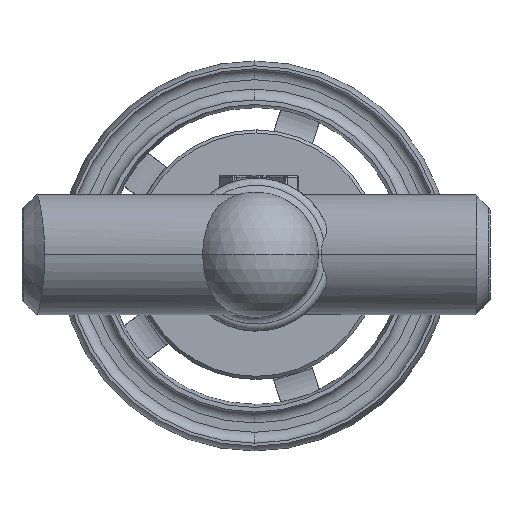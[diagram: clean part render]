
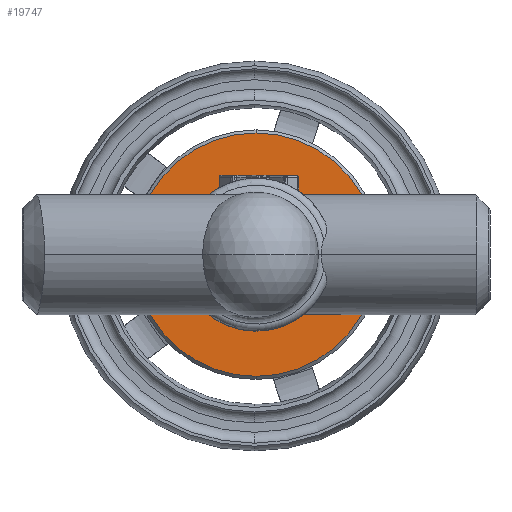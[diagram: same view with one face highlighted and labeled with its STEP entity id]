
A CAD part, front view. The second image highlights one B-rep face of the part: STEP entity #19747.
In plain terms, the highlighted planar face has unit normal (0, -1, 0).
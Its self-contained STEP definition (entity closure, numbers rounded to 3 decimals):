
#1398 = CARTESIAN_POINT ( 'NONE',  ( 0., 71.752, 0. ) ) ;
#2510 = AXIS2_PLACEMENT_3D ( 'NONE', #5209, #21026, #7510 ) ;
#3141 = ORIENTED_EDGE ( 'NONE', *, *, #17519, .T. ) ;
#3225 = DIRECTION ( 'NONE',  ( 0., 0., -1. ) ) ;
#3292 = DIRECTION ( 'NONE',  ( 0., -1., 0. ) ) ;
#3330 = CARTESIAN_POINT ( 'NONE',  ( 0., 71.752, 0. ) ) ;
#3815 = EDGE_CURVE ( 'NONE', #6166, #5194, #18661, .T. ) ;
#4624 = CARTESIAN_POINT ( 'NONE',  ( 0., 71.752, -78. ) ) ;
#4733 = FACE_OUTER_BOUND ( 'NONE', #22354, .T. ) ;
#5194 = VERTEX_POINT ( 'NONE', #6116 ) ;
#5209 = CARTESIAN_POINT ( 'NONE',  ( 0., 71.752, 0. ) ) ;
#5610 = CIRCLE ( 'NONE', #8626, 78. ) ;
#6116 = CARTESIAN_POINT ( 'NONE',  ( -48.577, 71.752, 0. ) ) ;
#6166 = VERTEX_POINT ( 'NONE', #22939 ) ;
#7510 = DIRECTION ( 'NONE',  ( 0., 0., -1. ) ) ;
#8588 = ORIENTED_EDGE ( 'NONE', *, *, #3815, .F. ) ;
#8626 = AXIS2_PLACEMENT_3D ( 'NONE', #10626, #26342, #12921 ) ;
#9367 = VERTEX_POINT ( 'NONE', #22826 ) ;
#10626 = CARTESIAN_POINT ( 'NONE',  ( 0., 71.752, 0. ) ) ;
#11819 = DIRECTION ( 'NONE',  ( 0., -1., 0. ) ) ;
#12326 = ORIENTED_EDGE ( 'NONE', *, *, #24670, .F. ) ;
#12760 = CIRCLE ( 'NONE', #2510, 48.577 ) ;
#12921 = DIRECTION ( 'NONE',  ( 0., 0., -1. ) ) ;
#13980 = DIRECTION ( 'NONE',  ( 0., 0., -1. ) ) ;
#14896 = CIRCLE ( 'NONE', #26823, 78. ) ;
#16105 = FACE_BOUND ( 'NONE', #18607, .T. ) ;
#16228 = PLANE ( 'NONE',  #28452 ) ;
#17233 = AXIS2_PLACEMENT_3D ( 'NONE', #1398, #27438, #13980 ) ;
#17519 = EDGE_CURVE ( 'NONE', #23129, #9367, #14896, .T. ) ;
#18607 = EDGE_LOOP ( 'NONE', ( #8588, #12326 ) ) ;
#18661 = CIRCLE ( 'NONE', #17233, 48.577 ) ;
#18951 = ORIENTED_EDGE ( 'NONE', *, *, #21252, .T. ) ;
#19747 = ADVANCED_FACE ( 'NONE', ( #16105, #4733 ), #16228, .T. ) ;
#21026 = DIRECTION ( 'NONE',  ( 0., -1., 0. ) ) ;
#21252 = EDGE_CURVE ( 'NONE', #9367, #23129, #5610, .T. ) ;
#22354 = EDGE_LOOP ( 'NONE', ( #18951, #3141 ) ) ;
#22826 = CARTESIAN_POINT ( 'NONE',  ( 0., 71.752, 78. ) ) ;
#22939 = CARTESIAN_POINT ( 'NONE',  ( 48.577, 71.752, 0. ) ) ;
#23129 = VERTEX_POINT ( 'NONE', #4624 ) ;
#24670 = EDGE_CURVE ( 'NONE', #5194, #6166, #12760, .T. ) ;
#25250 = CARTESIAN_POINT ( 'NONE',  ( 47., 71.752, 0. ) ) ;
#26342 = DIRECTION ( 'NONE',  ( 0., -1., 0. ) ) ;
#26823 = AXIS2_PLACEMENT_3D ( 'NONE', #3330, #3292, #3225 ) ;
#27438 = DIRECTION ( 'NONE',  ( 0., -1., 0. ) ) ;
#27497 = DIRECTION ( 'NONE',  ( 0., 0., -1. ) ) ;
#28452 = AXIS2_PLACEMENT_3D ( 'NONE', #25250, #11819, #27497 ) ;
